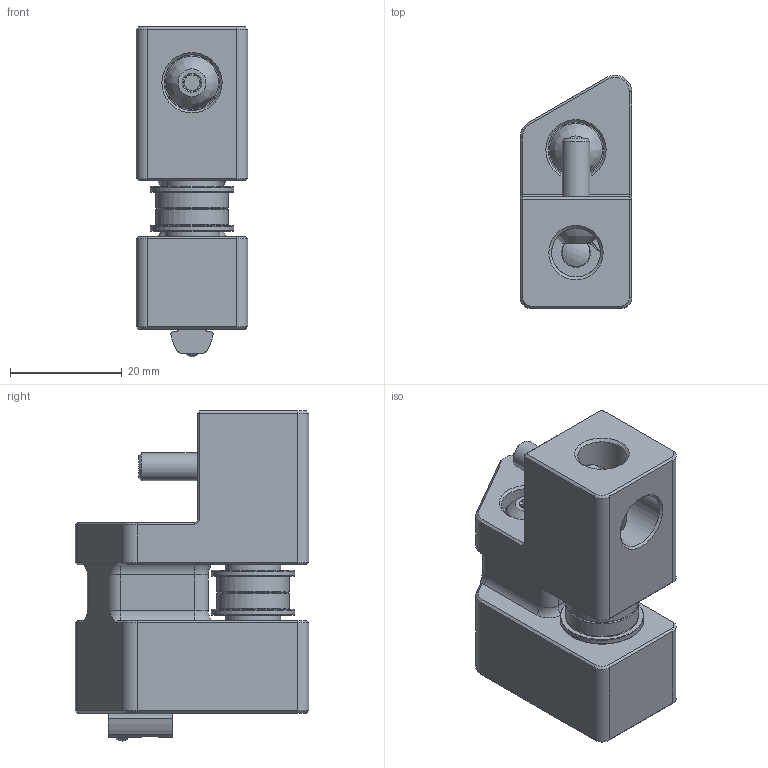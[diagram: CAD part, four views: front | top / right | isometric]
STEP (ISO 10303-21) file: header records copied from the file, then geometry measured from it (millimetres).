
FILE_DESCRIPTION(/* description */ (''),/* implementation_level */ '2;1');
FILE_NAME(/* name */ 'front_idler_right_V4_5mm_Pin v3.step',/* time_stamp */ '2021-03-25T14:33:20-07:00',/* author */ (''),/* organization */ (''),/* preprocessor_version */ 'ST-DEVELOPER v18.1',/* originating_system */ 'Autodesk Translation Framework v9.10.0.1330',/* authorisation */ '');
FILE_SCHEMA (('AUTOMOTIVE_DESIGN { 1 0 10303 214 3 1 1 }'));
Length unit declared in the file: millimetre
Products named in the file (9): front_idler_right_V4_5mm_Pin; ISO 7380-1 M5x35; front_idler_right_bottom_V4; M5x16; M5-T-Nut; front_idler_right_top_V4; F695-2RS; DIN 988 5x10x1 Shim Ring; 91595A376_32mm_METRIC ALLOY STEEL DOWEL PIN
Assembly tree (10 placements, depth 2):
  front_idler_right_V4_5mm_Pin
    F695-2RS  x2
    ISO 7380-1 M5x35
    DIN 988 5x10x1 Shim Ring  x2
    front_idler_right_bottom_V4
    M5x16
    M5-T-Nut
    front_idler_right_top_V4
    91595A376_32mm_METRIC ALLOY STEEL DOWEL PIN
Bounding box: 20 x 41.85 x 59.19 mm (x, y, z)
Volume: 28115.8 mm3; surface area: 12797.3 mm2
Topology: 10 solids, 10 shells, 246 faces, 548 edges, 335 vertices
Faces by surface type: plane 94, cylinder 71, cone 64, torus 12, sphere 3, bspline 2
Full cylindrical faces by diameter (mm): 4.134 x1, 5 x8, 5.2 x4, 6.5 x4, 8.75 x1, 8.95 x1, 10 x4, 11.5 x4, 13 x2, 15 x2
Entity records: 6766 total; most frequent: CARTESIAN_POINT 1468, DIRECTION 1139, ORIENTED_EDGE 986, EDGE_CURVE 493, AXIS2_PLACEMENT_3D 454, VERTEX_POINT 301, EDGE_LOOP 246, LINE 231
